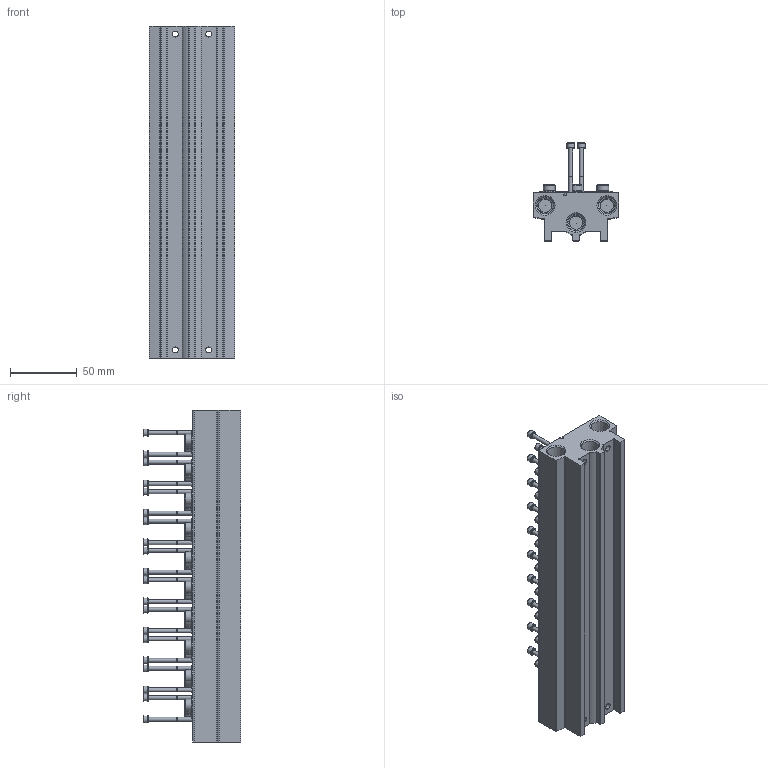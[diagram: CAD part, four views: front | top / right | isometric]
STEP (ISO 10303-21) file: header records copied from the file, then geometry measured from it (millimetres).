
FILE_DESCRIPTION(/* description */ ('STEP AP214'),/* implementation_level */ '2;1');
FILE_NAME(/* name */ '576437_VABM-B10-20S-N14-10',/* time_stamp */ '2024-09-15T21:30:53+02:00',/* author */ ('License CC BY-ND 4.0'),/* organization */ ('CADENAS'),/* preprocessor_version */ 'ST-DEVELOPER v19.3',/* originating_system */ 'PARTsolutions',/* authorisation */ ' ');
FILE_SCHEMA (('AUTOMOTIVE_DESIGN {1 0 10303 214 3 1 1}'));
Length unit declared in the file: millimetre
Products named in the file (5): 576437 VABM-B10-20S-N14-10; 576437 VABM-B10-20S-N14-10---(M); 1355283 VUVS-G18-3---(S); 2833702 F-M3x40-10.9; 174165 B-1/4-NPT---(Plug)
Assembly tree (34 placements, depth 2):
  576437 VABM-B10-20S-N14-10
    576437 VABM-B10-20S-N14-10---(M)
    1355283 VUVS-G18-3---(S)  x10
    2833702 F-M3x40-10.9  x20
    174165 B-1/4-NPT---(Plug)  x3
Bounding box: 64.2 x 73.1 x 248 mm (x, y, z)
Volume: 394051.9 mm3; surface area: 124241.2 mm2
Topology: 34 solids, 34 shells, 1588 faces, 3830 edges, 2427 vertices
Faces by surface type: plane 748, cylinder 435, cone 325, torus 80
Full cylindrical faces by diameter (mm): 2.459 x20, 2.92 x20, 3 x20, 3.242 x1, 3.5 x1, 4.5 x4, 5.5 x20, 6 x60, 6.35 x3, 8.9 x30, 10.1 x3, 10.8 x30
Entity records: 10354 total; most frequent: CARTESIAN_POINT 2179, DIRECTION 1725, ORIENTED_EDGE 1340, AXIS2_PLACEMENT_3D 710, EDGE_CURVE 670, FACE_BOUND 636, EDGE_LOOP 613, VERTEX_POINT 530
